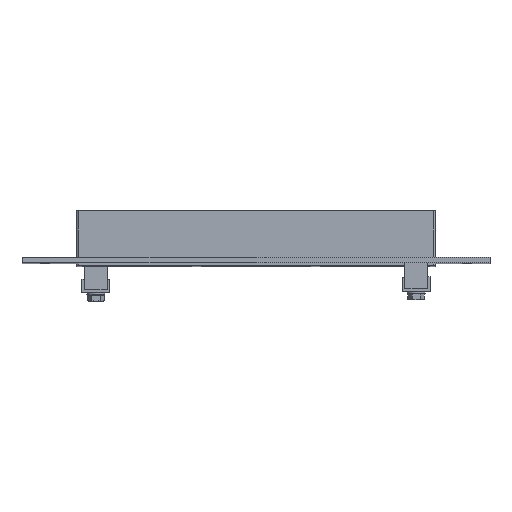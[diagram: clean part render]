
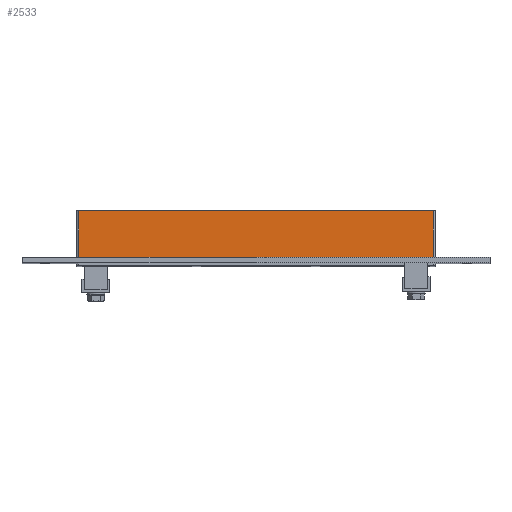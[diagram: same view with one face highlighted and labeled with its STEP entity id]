
A CAD part, top view. The second image highlights one B-rep face of the part: STEP entity #2533.
In plain terms, the highlighted planar face has unit normal (0, 0, 1).
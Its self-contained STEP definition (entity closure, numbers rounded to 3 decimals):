
#1027=CARTESIAN_POINT('',(-194.75,57.0,345.));
#1028=VERTEX_POINT('',#1027);
#1036=CARTESIAN_POINT('',(194.75,57.0,345.));
#1037=VERTEX_POINT('',#1036);
#1038=CARTESIAN_POINT('',(-194.75,57.0,345.));
#1039=DIRECTION('',(1.0,0.0,0.0));
#1040=VECTOR('',#1039,389.5);
#1041=LINE('',#1038,#1040);
#1042=EDGE_CURVE('',#1028,#1037,#1041,.T.);
#1951=CARTESIAN_POINT('',(-194.75,6.,345.));
#1952=VERTEX_POINT('',#1951);
#2002=CARTESIAN_POINT('',(194.75,6.,345.));
#2003=VERTEX_POINT('',#2002);
#2011=CARTESIAN_POINT('',(-194.75,6.,345.));
#2012=DIRECTION('',(1.0,0.0,0.0));
#2013=VECTOR('',#2012,389.5);
#2014=LINE('',#2011,#2013);
#2015=EDGE_CURVE('',#1952,#2003,#2014,.T.);
#2506=CARTESIAN_POINT('',(-194.75,6.,345.));
#2507=DIRECTION('',(0.0,1.0,0.0));
#2508=VECTOR('',#2507,51.0);
#2509=LINE('',#2506,#2508);
#2510=EDGE_CURVE('',#1952,#1028,#2509,.T.);
#2517=CARTESIAN_POINT('',(-196.75,0.0,345.));
#2518=DIRECTION('',(0.0,0.0,1.0));
#2519=DIRECTION('',(1.0,0.0,0.0));
#2520=AXIS2_PLACEMENT_3D('',#2517,#2518,#2519);
#2521=PLANE('',#2520);
#2522=ORIENTED_EDGE('',*,*,#2015,.T.);
#2523=CARTESIAN_POINT('',(194.75,57.0,345.));
#2524=DIRECTION('',(0.0,-1.0,0.0));
#2525=VECTOR('',#2524,51.0);
#2526=LINE('',#2523,#2525);
#2527=EDGE_CURVE('',#1037,#2003,#2526,.T.);
#2528=ORIENTED_EDGE('',*,*,#2527,.F.);
#2529=ORIENTED_EDGE('',*,*,#1042,.F.);
#2530=ORIENTED_EDGE('',*,*,#2510,.F.);
#2531=EDGE_LOOP('',(#2522,#2528,#2529,#2530));
#2532=FACE_OUTER_BOUND('',#2531,.T.);
#2533=ADVANCED_FACE('',(#2532),#2521,.T.);
